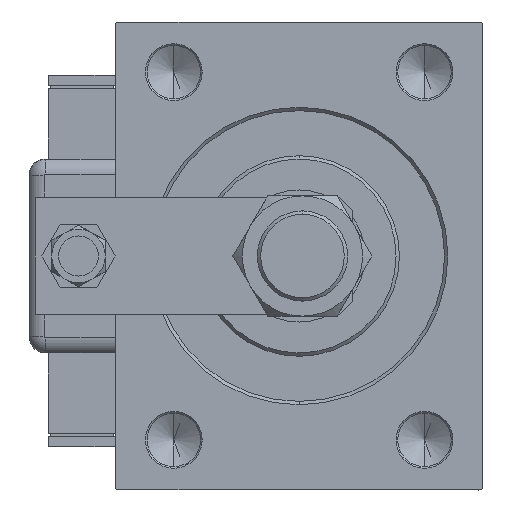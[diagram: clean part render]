
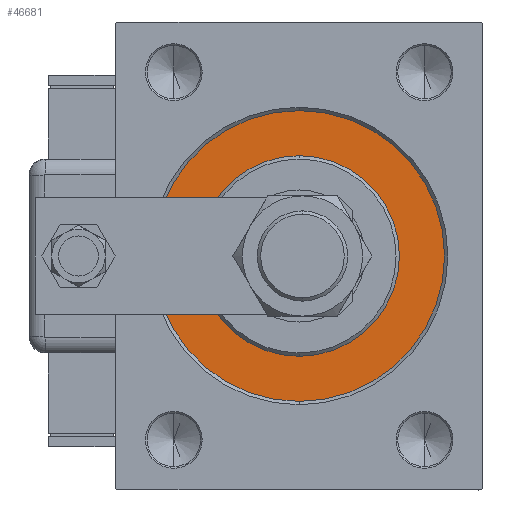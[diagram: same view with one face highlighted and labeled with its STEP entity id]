
A CAD part, left-side view. The second image highlights one B-rep face of the part: STEP entity #46681.
In plain terms, the highlighted face is planar.
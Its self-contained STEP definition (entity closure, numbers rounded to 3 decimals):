
#2551 = VERTEX_POINT ( 'NONE', #11602 ) ;
#3127 = DIRECTION ( 'NONE',  ( 0., 0., 1. ) ) ;
#9663 = DIRECTION ( 'NONE',  ( 1., 0., 0. ) ) ;
#10038 = VERTEX_POINT ( 'NONE', #57036 ) ;
#11602 = CARTESIAN_POINT ( 'NONE',  ( 0., 0., -30. ) ) ;
#12714 = ORIENTED_EDGE ( 'NONE', *, *, #12771, .F. ) ;
#12771 = EDGE_CURVE ( 'NONE', #15886, #2551, #15403, .T. ) ;
#14107 = AXIS2_PLACEMENT_3D ( 'NONE', #41775, #50656, #46836 ) ;
#15403 = CIRCLE ( 'NONE', #41635, 30. ) ;
#15441 = DIRECTION ( 'NONE',  ( 1., 0., 0. ) ) ;
#15886 = VERTEX_POINT ( 'NONE', #20601 ) ;
#16137 = CIRCLE ( 'NONE', #14107, 43.5 ) ;
#16409 = FACE_BOUND ( 'NONE', #56654, .T. ) ;
#17332 = CARTESIAN_POINT ( 'NONE',  ( 0., 0., 0. ) ) ;
#19991 = EDGE_LOOP ( 'NONE', ( #40062, #34272 ) ) ;
#20601 = CARTESIAN_POINT ( 'NONE',  ( 0., 0., 30. ) ) ;
#21617 = AXIS2_PLACEMENT_3D ( 'NONE', #39426, #15441, #41229 ) ;
#22496 = CARTESIAN_POINT ( 'NONE',  ( 0., 0., -43.5 ) ) ;
#31875 = DIRECTION ( 'NONE',  ( -1., 0., 0. ) ) ;
#33640 = EDGE_CURVE ( 'NONE', #2551, #15886, #43777, .T. ) ;
#34272 = ORIENTED_EDGE ( 'NONE', *, *, #54350, .F. ) ;
#39426 = CARTESIAN_POINT ( 'NONE',  ( 0., 0., 0. ) ) ;
#40062 = ORIENTED_EDGE ( 'NONE', *, *, #56629, .F. ) ;
#40165 = AXIS2_PLACEMENT_3D ( 'NONE', #17332, #31875, #3127 ) ;
#41229 = DIRECTION ( 'NONE',  ( 0., 0., -1. ) ) ;
#41246 = AXIS2_PLACEMENT_3D ( 'NONE', #57512, #52794, #53092 ) ;
#41635 = AXIS2_PLACEMENT_3D ( 'NONE', #57962, #9663, #43114 ) ;
#41775 = CARTESIAN_POINT ( 'NONE',  ( 0., 0., 0. ) ) ;
#43114 = DIRECTION ( 'NONE',  ( 0., 0., -1. ) ) ;
#43777 = CIRCLE ( 'NONE', #21617, 30. ) ;
#46077 = PLANE ( 'NONE',  #40165 ) ;
#46681 = ADVANCED_FACE ( 'NONE', ( #16409, #50206 ), #46077, .F. ) ;
#46836 = DIRECTION ( 'NONE',  ( 0., 0., 1. ) ) ;
#47288 = CIRCLE ( 'NONE', #41246, 43.5 ) ;
#50206 = FACE_OUTER_BOUND ( 'NONE', #19991, .T. ) ;
#50656 = DIRECTION ( 'NONE',  ( -1., 0., 0. ) ) ;
#52794 = DIRECTION ( 'NONE',  ( -1., 0., 0. ) ) ;
#53092 = DIRECTION ( 'NONE',  ( 0., 0., 1. ) ) ;
#53572 = ORIENTED_EDGE ( 'NONE', *, *, #33640, .F. ) ;
#54350 = EDGE_CURVE ( 'NONE', #10038, #61716, #47288, .T. ) ;
#56629 = EDGE_CURVE ( 'NONE', #61716, #10038, #16137, .T. ) ;
#56654 = EDGE_LOOP ( 'NONE', ( #12714, #53572 ) ) ;
#57036 = CARTESIAN_POINT ( 'NONE',  ( 0., 0., 43.5 ) ) ;
#57512 = CARTESIAN_POINT ( 'NONE',  ( 0., 0., 0. ) ) ;
#57962 = CARTESIAN_POINT ( 'NONE',  ( 0., 0., 0. ) ) ;
#61716 = VERTEX_POINT ( 'NONE', #22496 ) ;
